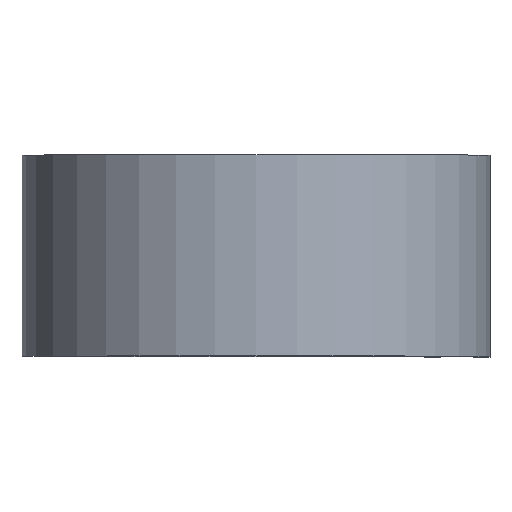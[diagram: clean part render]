
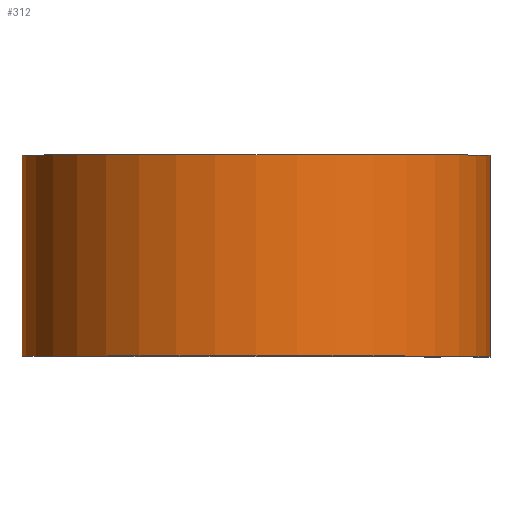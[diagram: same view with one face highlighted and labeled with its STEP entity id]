
A CAD part, top view. The second image highlights one B-rep face of the part: STEP entity #312.
In plain terms, the highlighted cylindrical face has radius 22.162 mm (diameter 44.323 mm), a partial arc.
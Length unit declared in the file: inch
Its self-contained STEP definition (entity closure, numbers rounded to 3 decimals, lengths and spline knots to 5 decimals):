
#25 = CARTESIAN_POINT ( 'NONE',  ( 0., -0.375, 0. ) ) ;
#33 = DIRECTION ( 'NONE',  ( 0., -1., 0. ) ) ;
#36 = AXIS2_PLACEMENT_3D ( 'NONE', #151, #513, #206 ) ;
#61 = EDGE_CURVE ( 'NONE', #170, #462, #493, .T. ) ;
#83 = DIRECTION ( 'NONE',  ( 1., 0., 0. ) ) ;
#89 = CARTESIAN_POINT ( 'NONE',  ( 0., -0.375, -0.8725 ) ) ;
#122 = EDGE_CURVE ( 'NONE', #173, #188, #505, .T. ) ;
#123 = DIRECTION ( 'NONE',  ( 0., 0., -1. ) ) ;
#126 = EDGE_CURVE ( 'NONE', #188, #462, #514, .T. ) ;
#132 = AXIS2_PLACEMENT_3D ( 'NONE', #195, #33, #123 ) ;
#151 = CARTESIAN_POINT ( 'NONE',  ( 0., 0.375, 0. ) ) ;
#157 = CARTESIAN_POINT ( 'NONE',  ( 0., 0.375, -0.8725 ) ) ;
#159 = CARTESIAN_POINT ( 'NONE',  ( 0.8725, 0.375, 0. ) ) ;
#170 = VERTEX_POINT ( 'NONE', #89 ) ;
#173 = VERTEX_POINT ( 'NONE', #157 ) ;
#187 = ORIENTED_EDGE ( 'NONE', *, *, #122, .F. ) ;
#188 = VERTEX_POINT ( 'NONE', #159 ) ;
#195 = CARTESIAN_POINT ( 'NONE',  ( 0., 0.375, 0. ) ) ;
#206 = DIRECTION ( 'NONE',  ( 1., 0., 0. ) ) ;
#226 = CARTESIAN_POINT ( 'NONE',  ( 0.8725, -0.375, 0. ) ) ;
#258 = EDGE_LOOP ( 'NONE', ( #285, #412, #187, #263 ) ) ;
#263 = ORIENTED_EDGE ( 'NONE', *, *, #385, .T. ) ;
#278 = DIRECTION ( 'NONE',  ( 0., -1., 0. ) ) ;
#285 = ORIENTED_EDGE ( 'NONE', *, *, #61, .T. ) ;
#312 = ADVANCED_FACE ( 'NONE', ( #592 ), #613, .T. ) ;
#325 = AXIS2_PLACEMENT_3D ( 'NONE', #25, #382, #83 ) ;
#362 = VECTOR ( 'NONE', #450, 39.37008 ) ;
#382 = DIRECTION ( 'NONE',  ( 0., 1., 0. ) ) ;
#385 = EDGE_CURVE ( 'NONE', #173, #170, #628, .T. ) ;
#412 = ORIENTED_EDGE ( 'NONE', *, *, #126, .F. ) ;
#421 = CARTESIAN_POINT ( 'NONE',  ( 0.8725, 0.375, 0. ) ) ;
#448 = CARTESIAN_POINT ( 'NONE',  ( 0., 0.375, -0.8725 ) ) ;
#450 = DIRECTION ( 'NONE',  ( 0., -1., 0. ) ) ;
#462 = VERTEX_POINT ( 'NONE', #226 ) ;
#493 = CIRCLE ( 'NONE', #325, 0.8725 ) ;
#505 = CIRCLE ( 'NONE', #36, 0.8725 ) ;
#513 = DIRECTION ( 'NONE',  ( 0., 1., 0. ) ) ;
#514 = LINE ( 'NONE', #421, #524 ) ;
#524 = VECTOR ( 'NONE', #278, 39.37008 ) ;
#592 = FACE_OUTER_BOUND ( 'NONE', #258, .T. ) ;
#613 = CYLINDRICAL_SURFACE ( 'NONE', #132, 0.8725 ) ;
#628 = LINE ( 'NONE', #448, #362 ) ;
